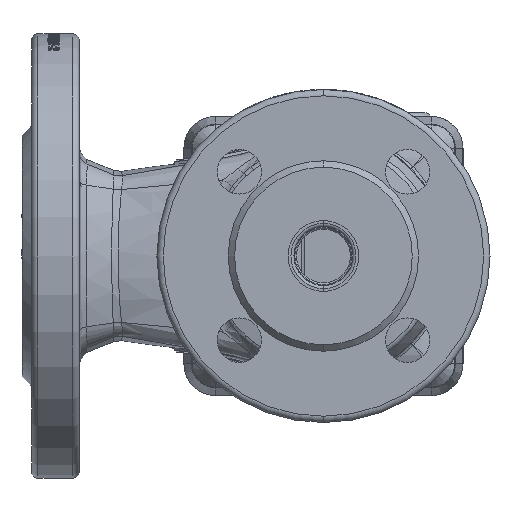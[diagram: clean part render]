
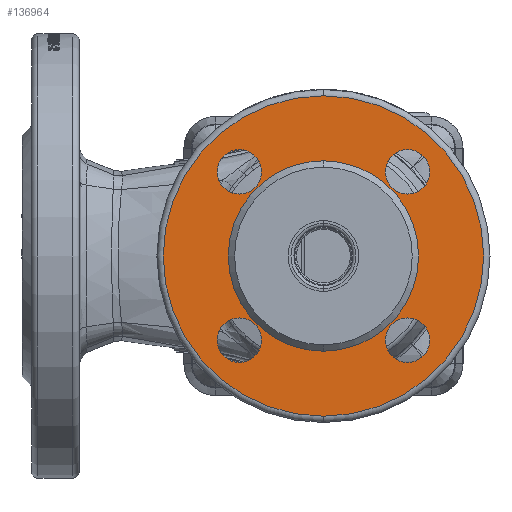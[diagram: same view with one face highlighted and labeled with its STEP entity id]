
A CAD part, front view. The second image highlights one B-rep face of the part: STEP entity #136964.
In plain terms, the highlighted planar face has unit normal (0, -1, 0).
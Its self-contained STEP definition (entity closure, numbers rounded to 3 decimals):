
#27 = AXIS2_PLACEMENT_3D ( 'NONE', #45902, #102914, #165953 ) ;
#3403 = DIRECTION ( 'NONE',  ( 0., -1., 0. ) ) ;
#4600 = FACE_BOUND ( 'NONE', #36378, .T. ) ;
#6453 = DIRECTION ( 'NONE',  ( 0., -1., 0. ) ) ;
#6648 = CIRCLE ( 'NONE', #114118, 7. ) ;
#7721 = AXIS2_PLACEMENT_3D ( 'NONE', #127926, #184760, #99990 ) ;
#7882 = VERTEX_POINT ( 'NONE', #93401 ) ;
#8828 = ORIENTED_EDGE ( 'NONE', *, *, #89196, .F. ) ;
#10033 = ORIENTED_EDGE ( 'NONE', *, *, #181227, .T. ) ;
#11777 = AXIS2_PLACEMENT_3D ( 'NONE', #162739, #34805, #177587 ) ;
#12935 = EDGE_CURVE ( 'NONE', #29748, #36983, #150416, .T. ) ;
#13320 = ORIENTED_EDGE ( 'NONE', *, *, #19540, .F. ) ;
#19441 = ORIENTED_EDGE ( 'NONE', *, *, #98173, .F. ) ;
#19540 = EDGE_CURVE ( 'NONE', #172511, #178040, #43943, .T. ) ;
#19545 = FACE_BOUND ( 'NONE', #130080, .T. ) ;
#22410 = EDGE_LOOP ( 'NONE', ( #38476, #44218 ) ) ;
#25387 = CARTESIAN_POINT ( 'NONE',  ( 26.517, -83., -26.517 ) ) ;
#25915 = DIRECTION ( 'NONE',  ( 0., 0., -1. ) ) ;
#27145 = CARTESIAN_POINT ( 'NONE',  ( 0., -83., -30. ) ) ;
#29748 = VERTEX_POINT ( 'NONE', #71528 ) ;
#33353 = AXIS2_PLACEMENT_3D ( 'NONE', #25387, #139334, #152362 ) ;
#34557 = AXIS2_PLACEMENT_3D ( 'NONE', #136947, #134173, #119299 ) ;
#34805 = DIRECTION ( 'NONE',  ( 0., -1., 0. ) ) ;
#35187 = DIRECTION ( 'NONE',  ( 0., 0., 1. ) ) ;
#35535 = CARTESIAN_POINT ( 'NONE',  ( -26.517, -83., 26.517 ) ) ;
#36104 = DIRECTION ( 'NONE',  ( 0., 1., 0. ) ) ;
#36378 = EDGE_LOOP ( 'NONE', ( #13320, #80182 ) ) ;
#36983 = VERTEX_POINT ( 'NONE', #56145 ) ;
#38476 = ORIENTED_EDGE ( 'NONE', *, *, #12935, .F. ) ;
#42749 = CARTESIAN_POINT ( 'NONE',  ( 26.517, -83., 26.517 ) ) ;
#43943 = CIRCLE ( 'NONE', #180943, 7. ) ;
#44218 = ORIENTED_EDGE ( 'NONE', *, *, #97789, .F. ) ;
#45902 = CARTESIAN_POINT ( 'NONE',  ( 26.517, -83., -26.517 ) ) ;
#46508 = DIRECTION ( 'NONE',  ( 0., 0., -1. ) ) ;
#46772 = CARTESIAN_POINT ( 'NONE',  ( -30., -83., 0. ) ) ;
#46868 = DIRECTION ( 'NONE',  ( 0., -1., 0. ) ) ;
#48349 = CARTESIAN_POINT ( 'NONE',  ( 0., -83., 0. ) ) ;
#48872 = VERTEX_POINT ( 'NONE', #163398 ) ;
#49544 = CARTESIAN_POINT ( 'NONE',  ( -26.517, -83., -26.517 ) ) ;
#56145 = CARTESIAN_POINT ( 'NONE',  ( -26.517, -83., -19.517 ) ) ;
#57670 = DIRECTION ( 'NONE',  ( 0., -1., 0. ) ) ;
#65699 = CIRCLE ( 'NONE', #27, 7. ) ;
#66165 = CIRCLE ( 'NONE', #182445, 7. ) ;
#70944 = DIRECTION ( 'NONE',  ( 0., 0., -1. ) ) ;
#71528 = CARTESIAN_POINT ( 'NONE',  ( -26.517, -83., -33.517 ) ) ;
#72170 = CIRCLE ( 'NONE', #33353, 7. ) ;
#75187 = ORIENTED_EDGE ( 'NONE', *, *, #171597, .F. ) ;
#75347 = CIRCLE ( 'NONE', #111138, 7. ) ;
#75406 = CIRCLE ( 'NONE', #167850, 30. ) ;
#80182 = ORIENTED_EDGE ( 'NONE', *, *, #85459, .F. ) ;
#82145 = CARTESIAN_POINT ( 'NONE',  ( 0., -83., -50.5 ) ) ;
#85459 = EDGE_CURVE ( 'NONE', #178040, #172511, #66165, .T. ) ;
#88629 = ORIENTED_EDGE ( 'NONE', *, *, #112582, .F. ) ;
#89196 = EDGE_CURVE ( 'NONE', #140182, #123725, #162801, .T. ) ;
#89358 = EDGE_LOOP ( 'NONE', ( #8828, #170254 ) ) ;
#92443 = CIRCLE ( 'NONE', #11777, 7. ) ;
#93354 = CARTESIAN_POINT ( 'NONE',  ( 0., -83., 0. ) ) ;
#93401 = CARTESIAN_POINT ( 'NONE',  ( -26.517, -83., 19.517 ) ) ;
#96316 = CARTESIAN_POINT ( 'NONE',  ( 26.517, -83., 19.517 ) ) ;
#97726 = DIRECTION ( 'NONE',  ( 0., 0., 1. ) ) ;
#97789 = EDGE_CURVE ( 'NONE', #36983, #29748, #92443, .T. ) ;
#98173 = EDGE_CURVE ( 'NONE', #153119, #180460, #65699, .T. ) ;
#99990 = DIRECTION ( 'NONE',  ( 0., 0., 1. ) ) ;
#100149 = VERTEX_POINT ( 'NONE', #27145 ) ;
#101883 = FACE_OUTER_BOUND ( 'NONE', #89358, .T. ) ;
#102833 = PLANE ( 'NONE',  #161494 ) ;
#102914 = DIRECTION ( 'NONE',  ( 0., -1., 0. ) ) ;
#105581 = DIRECTION ( 'NONE',  ( 0., -1., 0. ) ) ;
#109340 = CIRCLE ( 'NONE', #7721, 30. ) ;
#111138 = AXIS2_PLACEMENT_3D ( 'NONE', #131565, #128804, #70944 ) ;
#112582 = EDGE_CURVE ( 'NONE', #7882, #132602, #75347, .T. ) ;
#114118 = AXIS2_PLACEMENT_3D ( 'NONE', #35535, #46868, #177398 ) ;
#115713 = EDGE_CURVE ( 'NONE', #123725, #140182, #126498, .T. ) ;
#116156 = CARTESIAN_POINT ( 'NONE',  ( 26.517, -83., 33.517 ) ) ;
#119299 = DIRECTION ( 'NONE',  ( 0., 0., 1. ) ) ;
#122886 = CARTESIAN_POINT ( 'NONE',  ( 26.517, -83., -19.517 ) ) ;
#123725 = VERTEX_POINT ( 'NONE', #82145 ) ;
#125642 = DIRECTION ( 'NONE',  ( 0., 1., 0. ) ) ;
#126498 = CIRCLE ( 'NONE', #156739, 50.5 ) ;
#127926 = CARTESIAN_POINT ( 'NONE',  ( 0., -83., 0. ) ) ;
#128804 = DIRECTION ( 'NONE',  ( 0., -1., 0. ) ) ;
#129627 = ORIENTED_EDGE ( 'NONE', *, *, #170675, .F. ) ;
#130080 = EDGE_LOOP ( 'NONE', ( #19441, #129627 ) ) ;
#130245 = CARTESIAN_POINT ( 'NONE',  ( 0., -83., 50.5 ) ) ;
#131565 = CARTESIAN_POINT ( 'NONE',  ( -26.517, -83., 26.517 ) ) ;
#132602 = VERTEX_POINT ( 'NONE', #164005 ) ;
#132609 = FACE_BOUND ( 'NONE', #22410, .T. ) ;
#133530 = FACE_BOUND ( 'NONE', #161849, .T. ) ;
#134173 = DIRECTION ( 'NONE',  ( 0., 1., 0. ) ) ;
#136947 = CARTESIAN_POINT ( 'NONE',  ( 0., -83., 0. ) ) ;
#136964 = ADVANCED_FACE ( 'NONE', ( #133530, #19545, #132609, #4600, #175466, #101883 ), #102833, .T. ) ;
#138624 = AXIS2_PLACEMENT_3D ( 'NONE', #49544, #6453, #165226 ) ;
#139334 = DIRECTION ( 'NONE',  ( 0., -1., 0. ) ) ;
#140182 = VERTEX_POINT ( 'NONE', #130245 ) ;
#146705 = CARTESIAN_POINT ( 'NONE',  ( 26.517, -83., -33.517 ) ) ;
#150416 = CIRCLE ( 'NONE', #138624, 7. ) ;
#150664 = EDGE_LOOP ( 'NONE', ( #10033, #164796 ) ) ;
#152362 = DIRECTION ( 'NONE',  ( 0., 0., -1. ) ) ;
#153119 = VERTEX_POINT ( 'NONE', #146705 ) ;
#156739 = AXIS2_PLACEMENT_3D ( 'NONE', #48349, #36104, #35187 ) ;
#160583 = EDGE_CURVE ( 'NONE', #100149, #48872, #109340, .T. ) ;
#161494 = AXIS2_PLACEMENT_3D ( 'NONE', #46772, #105581, #162444 ) ;
#161849 = EDGE_LOOP ( 'NONE', ( #88629, #75187 ) ) ;
#162444 = DIRECTION ( 'NONE',  ( 0., 0., -1. ) ) ;
#162739 = CARTESIAN_POINT ( 'NONE',  ( -26.517, -83., -26.517 ) ) ;
#162801 = CIRCLE ( 'NONE', #34557, 50.5 ) ;
#163398 = CARTESIAN_POINT ( 'NONE',  ( 0., -83., 30. ) ) ;
#164005 = CARTESIAN_POINT ( 'NONE',  ( -26.517, -83., 33.517 ) ) ;
#164796 = ORIENTED_EDGE ( 'NONE', *, *, #160583, .T. ) ;
#165226 = DIRECTION ( 'NONE',  ( 0., 0., -1. ) ) ;
#165953 = DIRECTION ( 'NONE',  ( 0., 0., -1. ) ) ;
#167850 = AXIS2_PLACEMENT_3D ( 'NONE', #93354, #125642, #97726 ) ;
#170254 = ORIENTED_EDGE ( 'NONE', *, *, #115713, .F. ) ;
#170675 = EDGE_CURVE ( 'NONE', #180460, #153119, #72170, .T. ) ;
#171597 = EDGE_CURVE ( 'NONE', #132602, #7882, #6648, .T. ) ;
#172511 = VERTEX_POINT ( 'NONE', #96316 ) ;
#173381 = CARTESIAN_POINT ( 'NONE',  ( 26.517, -83., 26.517 ) ) ;
#175466 = FACE_BOUND ( 'NONE', #150664, .T. ) ;
#177398 = DIRECTION ( 'NONE',  ( 0., 0., -1. ) ) ;
#177587 = DIRECTION ( 'NONE',  ( 0., 0., -1. ) ) ;
#178040 = VERTEX_POINT ( 'NONE', #116156 ) ;
#180460 = VERTEX_POINT ( 'NONE', #122886 ) ;
#180943 = AXIS2_PLACEMENT_3D ( 'NONE', #173381, #3403, #46508 ) ;
#181227 = EDGE_CURVE ( 'NONE', #48872, #100149, #75406, .T. ) ;
#182445 = AXIS2_PLACEMENT_3D ( 'NONE', #42749, #57670, #25915 ) ;
#184760 = DIRECTION ( 'NONE',  ( 0., 1., 0. ) ) ;
